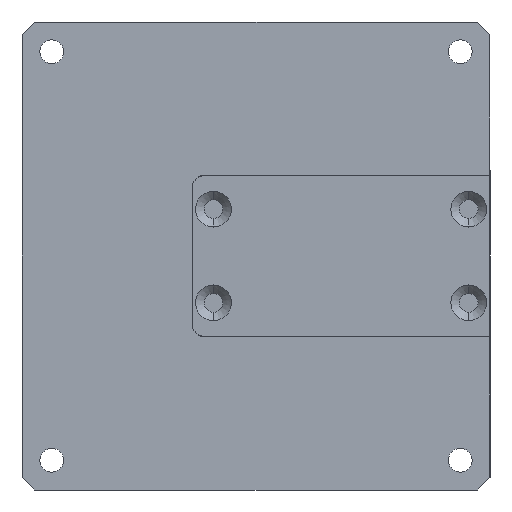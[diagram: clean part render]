
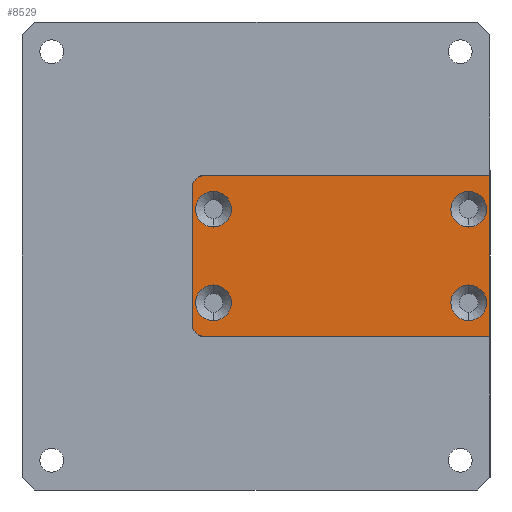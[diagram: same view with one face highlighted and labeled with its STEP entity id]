
A CAD part, front view. The second image highlights one B-rep face of the part: STEP entity #8529.
In plain terms, the highlighted planar face has unit normal (0, -1, 0).
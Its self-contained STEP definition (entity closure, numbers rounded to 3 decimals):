
#1 = AXIS2_PLACEMENT_3D ( 'NONE', #9164, #2064, #9860 ) ;
#33 = AXIS2_PLACEMENT_3D ( 'NONE', #5485, #1473, #8542 ) ;
#141 = CARTESIAN_POINT ( 'NONE',  ( -7.5, 0.2, -7.95 ) ) ;
#242 = EDGE_CURVE ( 'NONE', #2846, #1387, #4576, .T. ) ;
#370 = ORIENTED_EDGE ( 'NONE', *, *, #5478, .T. ) ;
#409 = VERTEX_POINT ( 'NONE', #4709 ) ;
#417 = FACE_BOUND ( 'NONE', #8655, .T. ) ;
#434 = AXIS2_PLACEMENT_3D ( 'NONE', #5090, #8247, #9568 ) ;
#469 = PLANE ( 'NONE',  #6031 ) ;
#521 = DIRECTION ( 'NONE',  ( 0., 0., 1. ) ) ;
#580 = FACE_OUTER_BOUND ( 'NONE', #1621, .T. ) ;
#678 = DIRECTION ( 'NONE',  ( 0., -1., 0. ) ) ;
#706 = DIRECTION ( 'NONE',  ( 0., -1., 0. ) ) ;
#748 = ORIENTED_EDGE ( 'NONE', *, *, #9435, .T. ) ;
#756 = DIRECTION ( 'NONE',  ( 0., 0., 1. ) ) ;
#777 = EDGE_CURVE ( 'NONE', #6707, #3661, #2214, .T. ) ;
#970 = DIRECTION ( 'NONE',  ( 0., 0., 1. ) ) ;
#1145 = DIRECTION ( 'NONE',  ( 0., 0., -1. ) ) ;
#1387 = VERTEX_POINT ( 'NONE', #9084 ) ;
#1459 = VECTOR ( 'NONE', #4531, 1000. ) ;
#1473 = DIRECTION ( 'NONE',  ( 0., -1., 0. ) ) ;
#1594 = CARTESIAN_POINT ( 'NONE',  ( 27.5, 0.2, 9.35 ) ) ;
#1621 = EDGE_LOOP ( 'NONE', ( #748, #8253, #8309, #8892, #5034, #5904, #7287, #1879 ) ) ;
#1635 = CARTESIAN_POINT ( 'NONE',  ( 10., 0.2, 0. ) ) ;
#1736 = CARTESIAN_POINT ( 'NONE',  ( 27.5, 0.2, -9.45 ) ) ;
#1832 = EDGE_CURVE ( 'NONE', #2589, #4589, #2171, .T. ) ;
#1839 = VECTOR ( 'NONE', #7147, 1000. ) ;
#1879 = ORIENTED_EDGE ( 'NONE', *, *, #242, .T. ) ;
#2064 = DIRECTION ( 'NONE',  ( 0., 1., 0. ) ) ;
#2090 = CARTESIAN_POINT ( 'NONE',  ( -5., 0.2, 5.5 ) ) ;
#2094 = CIRCLE ( 'NONE', #7774, 2.1 ) ;
#2171 = LINE ( 'NONE', #5285, #1459 ) ;
#2194 = CARTESIAN_POINT ( 'NONE',  ( -5., 0.2, -3.4 ) ) ;
#2214 = CIRCLE ( 'NONE', #434, 2.1 ) ;
#2233 = DIRECTION ( 'NONE',  ( 0., 0., 1. ) ) ;
#2299 = AXIS2_PLACEMENT_3D ( 'NONE', #8685, #4834, #970 ) ;
#2329 = DIRECTION ( 'NONE',  ( 0., 0., 1. ) ) ;
#2347 = CARTESIAN_POINT ( 'NONE',  ( -5., 0.2, 7.6 ) ) ;
#2426 = ORIENTED_EDGE ( 'NONE', *, *, #6941, .T. ) ;
#2445 = CARTESIAN_POINT ( 'NONE',  ( -5., 0.2, 3.4 ) ) ;
#2459 = EDGE_LOOP ( 'NONE', ( #9632, #7337 ) ) ;
#2473 = AXIS2_PLACEMENT_3D ( 'NONE', #3031, #4618, #7715 ) ;
#2521 = ORIENTED_EDGE ( 'NONE', *, *, #8747, .T. ) ;
#2589 = VERTEX_POINT ( 'NONE', #6956 ) ;
#2614 = CARTESIAN_POINT ( 'NONE',  ( -6., 0.2, 9.45 ) ) ;
#2636 = EDGE_CURVE ( 'NONE', #409, #2846, #8740, .T. ) ;
#2846 = VERTEX_POINT ( 'NONE', #4430 ) ;
#2895 = AXIS2_PLACEMENT_3D ( 'NONE', #6013, #9096, #5959 ) ;
#2954 = VERTEX_POINT ( 'NONE', #5335 ) ;
#2955 = DIRECTION ( 'NONE',  ( 0., 1., 0. ) ) ;
#2977 = CIRCLE ( 'NONE', #2473, 2.1 ) ;
#3031 = CARTESIAN_POINT ( 'NONE',  ( -5., 0.2, 5.5 ) ) ;
#3079 = CARTESIAN_POINT ( 'NONE',  ( -6., 0.2, -7.95 ) ) ;
#3094 = CIRCLE ( 'NONE', #2299, 2.1 ) ;
#3149 = CARTESIAN_POINT ( 'NONE',  ( 25., 0.2, -7.6 ) ) ;
#3185 = EDGE_CURVE ( 'NONE', #8157, #409, #3741, .T. ) ;
#3340 = EDGE_LOOP ( 'NONE', ( #5740, #370 ) ) ;
#3439 = EDGE_CURVE ( 'NONE', #9978, #2954, #8271, .T. ) ;
#3479 = VERTEX_POINT ( 'NONE', #2347 ) ;
#3500 = VERTEX_POINT ( 'NONE', #1594 ) ;
#3593 = EDGE_CURVE ( 'NONE', #3479, #7709, #2094, .T. ) ;
#3661 = VERTEX_POINT ( 'NONE', #5289 ) ;
#3741 = CIRCLE ( 'NONE', #7442, 1.5 ) ;
#3754 = CARTESIAN_POINT ( 'NONE',  ( 25., 0.2, 7.6 ) ) ;
#3854 = VERTEX_POINT ( 'NONE', #3149 ) ;
#3960 = DIRECTION ( 'NONE',  ( 0.707, 0., 0.707 ) ) ;
#3961 = CARTESIAN_POINT ( 'NONE',  ( 25., 0.2, -3.4 ) ) ;
#4104 = CARTESIAN_POINT ( 'NONE',  ( -7.5, 0.2, -9.45 ) ) ;
#4182 = CIRCLE ( 'NONE', #7073, 2.1 ) ;
#4331 = FACE_BOUND ( 'NONE', #9447, .T. ) ;
#4430 = CARTESIAN_POINT ( 'NONE',  ( 27.4, 0.2, -9.45 ) ) ;
#4531 = DIRECTION ( 'NONE',  ( -1., 0., 0. ) ) ;
#4543 = DIRECTION ( 'NONE',  ( 0., 1., 0. ) ) ;
#4576 = LINE ( 'NONE', #8569, #7866 ) ;
#4579 = AXIS2_PLACEMENT_3D ( 'NONE', #9137, #4543, #8439 ) ;
#4589 = VERTEX_POINT ( 'NONE', #2614 ) ;
#4617 = DIRECTION ( 'NONE',  ( -0.707, 0., 0.707 ) ) ;
#4618 = DIRECTION ( 'NONE',  ( 0., 1., 0. ) ) ;
#4709 = CARTESIAN_POINT ( 'NONE',  ( -6., 0.2, -9.45 ) ) ;
#4834 = DIRECTION ( 'NONE',  ( 0., 1., 0. ) ) ;
#4888 = VECTOR ( 'NONE', #2329, 1000. ) ;
#5034 = ORIENTED_EDGE ( 'NONE', *, *, #6318, .T. ) ;
#5090 = CARTESIAN_POINT ( 'NONE',  ( -5., 0.2, -5.5 ) ) ;
#5285 = CARTESIAN_POINT ( 'NONE',  ( 27.5, 0.2, 9.45 ) ) ;
#5289 = CARTESIAN_POINT ( 'NONE',  ( -5., 0.2, -7.6 ) ) ;
#5322 = VECTOR ( 'NONE', #1145, 1000. ) ;
#5330 = CARTESIAN_POINT ( 'NONE',  ( 27.5, 0.2, -9.45 ) ) ;
#5335 = CARTESIAN_POINT ( 'NONE',  ( 25., 0.2, 3.4 ) ) ;
#5478 = EDGE_CURVE ( 'NONE', #7709, #3479, #2977, .T. ) ;
#5485 = CARTESIAN_POINT ( 'NONE',  ( -6., 0.2, 7.95 ) ) ;
#5740 = ORIENTED_EDGE ( 'NONE', *, *, #3593, .T. ) ;
#5769 = LINE ( 'NONE', #4104, #5322 ) ;
#5904 = ORIENTED_EDGE ( 'NONE', *, *, #3185, .T. ) ;
#5914 = ORIENTED_EDGE ( 'NONE', *, *, #3439, .T. ) ;
#5959 = DIRECTION ( 'NONE',  ( 0., 0., 1. ) ) ;
#5986 = VERTEX_POINT ( 'NONE', #3961 ) ;
#5991 = CIRCLE ( 'NONE', #1, 2.1 ) ;
#6013 = CARTESIAN_POINT ( 'NONE',  ( 25., 0.2, 5.5 ) ) ;
#6031 = AXIS2_PLACEMENT_3D ( 'NONE', #1635, #678, #2233 ) ;
#6227 = EDGE_CURVE ( 'NONE', #2954, #9978, #5991, .T. ) ;
#6318 = EDGE_CURVE ( 'NONE', #8455, #8157, #5769, .T. ) ;
#6557 = CARTESIAN_POINT ( 'NONE',  ( -7.5, 0.2, 7.95 ) ) ;
#6707 = VERTEX_POINT ( 'NONE', #2194 ) ;
#6941 = EDGE_CURVE ( 'NONE', #5986, #3854, #4182, .T. ) ;
#6945 = DIRECTION ( 'NONE',  ( 0., 0., 1. ) ) ;
#6956 = CARTESIAN_POINT ( 'NONE',  ( 27.4, 0.2, 9.45 ) ) ;
#6995 = CARTESIAN_POINT ( 'NONE',  ( 25., 0.2, -5.5 ) ) ;
#7073 = AXIS2_PLACEMENT_3D ( 'NONE', #6995, #8389, #6945 ) ;
#7131 = CIRCLE ( 'NONE', #4579, 2.1 ) ;
#7147 = DIRECTION ( 'NONE',  ( 1., 0., 0. ) ) ;
#7287 = ORIENTED_EDGE ( 'NONE', *, *, #2636, .T. ) ;
#7337 = ORIENTED_EDGE ( 'NONE', *, *, #7811, .T. ) ;
#7405 = FACE_BOUND ( 'NONE', #3340, .T. ) ;
#7442 = AXIS2_PLACEMENT_3D ( 'NONE', #3079, #706, #756 ) ;
#7551 = LINE ( 'NONE', #9212, #7677 ) ;
#7677 = VECTOR ( 'NONE', #4617, 1000. ) ;
#7709 = VERTEX_POINT ( 'NONE', #2445 ) ;
#7715 = DIRECTION ( 'NONE',  ( 0., 0., 1. ) ) ;
#7727 = LINE ( 'NONE', #5330, #4888 ) ;
#7774 = AXIS2_PLACEMENT_3D ( 'NONE', #2090, #2955, #521 ) ;
#7811 = EDGE_CURVE ( 'NONE', #3661, #6707, #7131, .T. ) ;
#7838 = EDGE_CURVE ( 'NONE', #4589, #8455, #8462, .T. ) ;
#7866 = VECTOR ( 'NONE', #3960, 1000. ) ;
#8157 = VERTEX_POINT ( 'NONE', #141 ) ;
#8247 = DIRECTION ( 'NONE',  ( 0., 1., 0. ) ) ;
#8253 = ORIENTED_EDGE ( 'NONE', *, *, #8384, .T. ) ;
#8271 = CIRCLE ( 'NONE', #2895, 2.1 ) ;
#8309 = ORIENTED_EDGE ( 'NONE', *, *, #1832, .T. ) ;
#8384 = EDGE_CURVE ( 'NONE', #3500, #2589, #7551, .T. ) ;
#8389 = DIRECTION ( 'NONE',  ( 0., 1., 0. ) ) ;
#8439 = DIRECTION ( 'NONE',  ( 0., 0., 1. ) ) ;
#8455 = VERTEX_POINT ( 'NONE', #6557 ) ;
#8462 = CIRCLE ( 'NONE', #33, 1.5 ) ;
#8529 = ADVANCED_FACE ( 'NONE', ( #4331, #7405, #9888, #417, #580 ), #469, .T. ) ;
#8542 = DIRECTION ( 'NONE',  ( 0., 0., 1. ) ) ;
#8569 = CARTESIAN_POINT ( 'NONE',  ( 23.425, 0.2, -13.425 ) ) ;
#8655 = EDGE_LOOP ( 'NONE', ( #2426, #2521 ) ) ;
#8685 = CARTESIAN_POINT ( 'NONE',  ( 25., 0.2, -5.5 ) ) ;
#8740 = LINE ( 'NONE', #1736, #1839 ) ;
#8747 = EDGE_CURVE ( 'NONE', #3854, #5986, #3094, .T. ) ;
#8892 = ORIENTED_EDGE ( 'NONE', *, *, #7838, .T. ) ;
#8936 = ORIENTED_EDGE ( 'NONE', *, *, #6227, .T. ) ;
#9084 = CARTESIAN_POINT ( 'NONE',  ( 27.5, 0.2, -9.35 ) ) ;
#9096 = DIRECTION ( 'NONE',  ( 0., 1., 0. ) ) ;
#9137 = CARTESIAN_POINT ( 'NONE',  ( -5., 0.2, -5.5 ) ) ;
#9164 = CARTESIAN_POINT ( 'NONE',  ( 25., 0.2, 5.5 ) ) ;
#9212 = CARTESIAN_POINT ( 'NONE',  ( 23.425, 0.2, 13.425 ) ) ;
#9435 = EDGE_CURVE ( 'NONE', #1387, #3500, #7727, .T. ) ;
#9447 = EDGE_LOOP ( 'NONE', ( #5914, #8936 ) ) ;
#9568 = DIRECTION ( 'NONE',  ( 0., 0., 1. ) ) ;
#9632 = ORIENTED_EDGE ( 'NONE', *, *, #777, .T. ) ;
#9860 = DIRECTION ( 'NONE',  ( 0., 0., 1. ) ) ;
#9888 = FACE_BOUND ( 'NONE', #2459, .T. ) ;
#9978 = VERTEX_POINT ( 'NONE', #3754 ) ;
